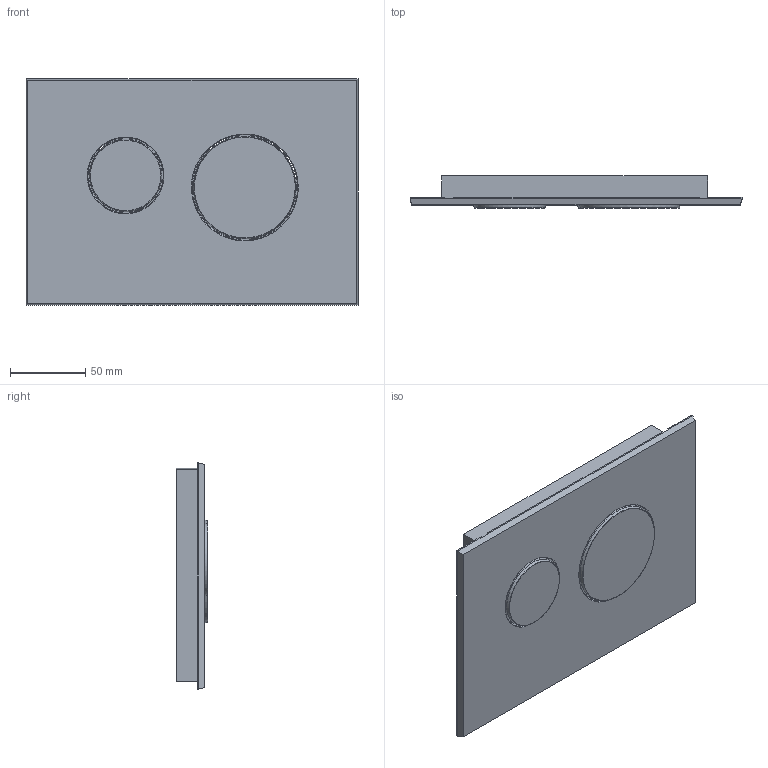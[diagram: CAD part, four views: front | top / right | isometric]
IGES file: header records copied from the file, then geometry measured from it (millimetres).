
Global section: file name: V371; native system: Autodesk Inventor 2024; preprocessor: unknown; author: oreeves; date: 20250117.084920; units: millimetre
Bounding box: 220 x 21.2 x 150.1 mm (x, y, z)
Volume: 251747.7 mm3; surface area: 166796 mm2
Topology: 28 solids, 28 shells, 669 faces, 1868 edges, 1288 vertices
Faces by surface type: bspline 669
